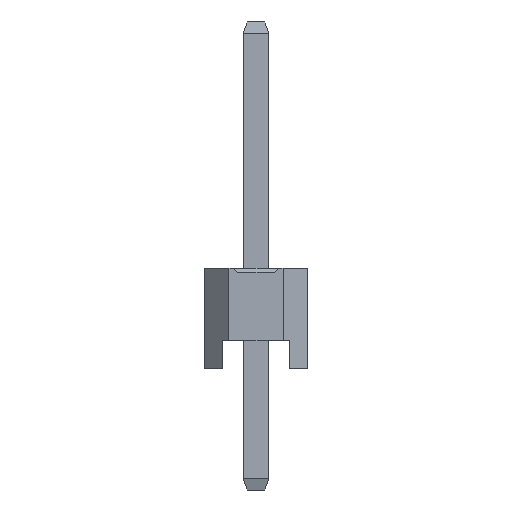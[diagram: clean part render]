
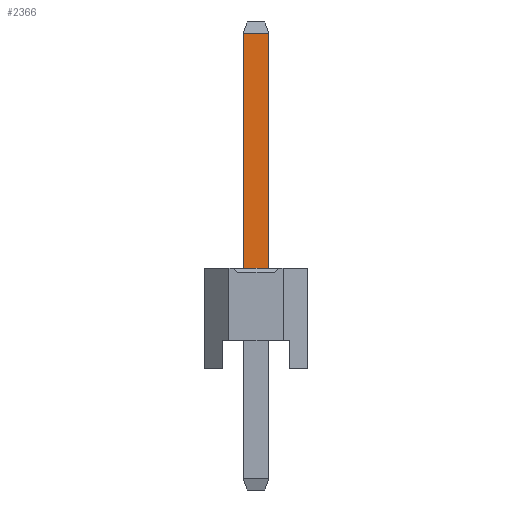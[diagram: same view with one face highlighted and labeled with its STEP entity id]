
A CAD part, left-side view. The second image highlights one B-rep face of the part: STEP entity #2366.
In plain terms, the highlighted planar face has unit normal (-1, 0, 0).
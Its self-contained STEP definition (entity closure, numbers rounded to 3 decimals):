
#2366=ADVANCED_FACE('',(#6155),#6157,.T.);
#6155=FACE_BOUND('',#6156,.T.);
#6156=EDGE_LOOP('',(#9123,#9124,#9125,#9126));
#6157=PLANE('',#6158);
#6158=AXIS2_PLACEMENT_3D('',#6159,#6160,#6161);
#6159=CARTESIAN_POINT('',(-0.32,0.32,-3.));
#6160=DIRECTION('',(-1.,0.,0.));
#6161=DIRECTION('',(0.,-1.,0.));
#9123=ORIENTED_EDGE('',*,*,#10856,.F.);
#9124=ORIENTED_EDGE('',*,*,#10851,.F.);
#9125=ORIENTED_EDGE('',*,*,#10286,.T.);
#9126=ORIENTED_EDGE('',*,*,#10855,.T.);
#10286=EDGE_CURVE('',#11762,#11766,#11768,.T.);
#10851=EDGE_CURVE('',#11762,#12612,#12615,.T.);
#10855=EDGE_CURVE('',#11766,#12619,#12621,.T.);
#10856=EDGE_CURVE('',#12612,#12619,#12622,.T.);
#11762=VERTEX_POINT('',#14292);
#11766=VERTEX_POINT('',#14300);
#11768=LINE('',#14304,#14305);
#12612=VERTEX_POINT('',#16274);
#12615=LINE('',#16281,#16282);
#12619=VERTEX_POINT('',#16291);
#12621=LINE('',#16295,#16296);
#12622=LINE('',#16298,#16299);
#14292=CARTESIAN_POINT('',(-0.32,0.32,2.5));
#14300=CARTESIAN_POINT('',(-0.32,-0.32,2.5));
#14304=CARTESIAN_POINT('',(-0.32,0.32,2.5));
#14305=VECTOR('',#14306,1.);
#14306=DIRECTION('',(0.,-1.,0.));
#16274=CARTESIAN_POINT('',(-0.32,0.32,8.325));
#16281=CARTESIAN_POINT('',(-0.32,0.32,2.5));
#16282=VECTOR('',#16283,1.);
#16283=DIRECTION('',(0.,0.,1.));
#16291=CARTESIAN_POINT('',(-0.32,-0.32,8.325));
#16295=CARTESIAN_POINT('',(-0.32,-0.32,2.5));
#16296=VECTOR('',#16297,1.);
#16297=DIRECTION('',(0.,0.,1.));
#16298=CARTESIAN_POINT('',(-0.32,0.32,8.325));
#16299=VECTOR('',#16300,1.);
#16300=DIRECTION('',(0.,-1.,0.));
